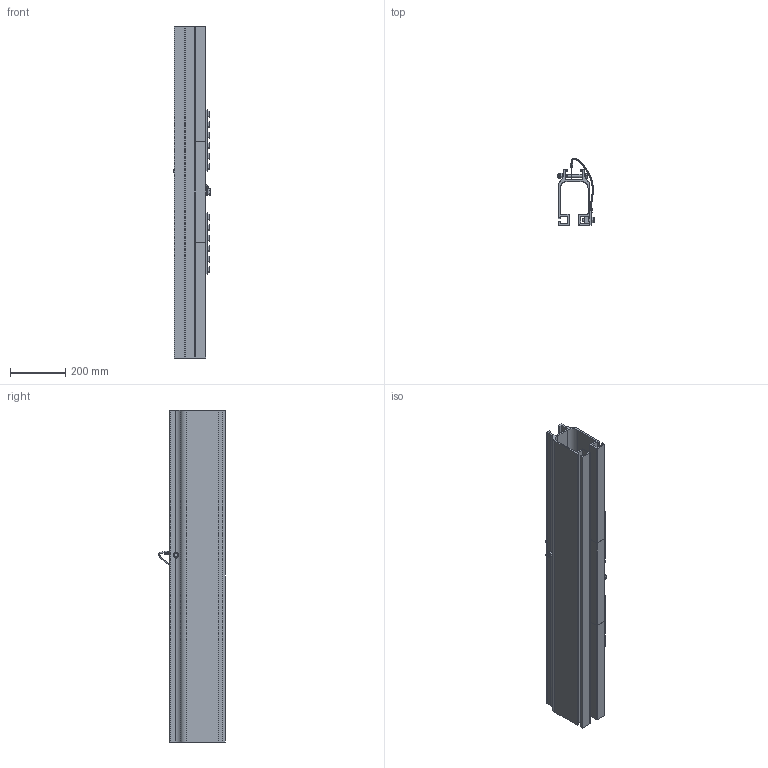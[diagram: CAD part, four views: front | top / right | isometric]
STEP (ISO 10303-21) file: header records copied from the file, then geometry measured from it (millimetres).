
FILE_DESCRIPTION(/* description */ ('ETA-8 INSPECTION GATE'),/* implementation_level */ '2;1');
FILE_NAME(/* name */ '25786G.stp',/* time_stamp */ '2021-02-04T07:38:09-05:00',/* author */ ('mnhhw'),/* organization */ (''),/* preprocessor_version */ 'ST-DEVELOPER v17',/* originating_system */ 'Autodesk Inventor 2019',/* authorisation */ '');
FILE_SCHEMA (('AUTOMOTIVE_DESIGN { 1 0 10303 214 3 1 1 }'));
Length unit declared in the file: inch
Products named in the file (17): 25786G; 79577 RAIL; 79577; 25787B; 25787bB; 25787aB; 52510; 51780; 53060; 50730; 50753; 50840; 52200; 78020; 8 CABLE 2; 25786.Harness3; 25786.Harness3_1
Assembly tree (42 placements, depth 3):
  25786G
    79577 RAIL
    79577
    25787B  x2
      25787bB
      25787aB
    52510  x12
    51780  x12
    53060  x2
    50730
    50753
    50840
    52200
    78020  x2
    8 CABLE 2  x2
    25786.Harness3
      25786.Harness3_1
Bounding box: 134.72 x 243.2 x 1206.5 mm (x, y, z)
Volume: 5761426 mm3; surface area: 1755800.1 mm2
Topology: 40 solids, 41 shells, 722 faces, 1836 edges, 1195 vertices
Faces by surface type: plane 353, cylinder 198, cone 117, torus 50, bspline 4
Full cylindrical faces by diameter (mm): 3.175 x6, 10.109 x12, 10.592 x1, 12 x12, 12.7 x9, 13.081 x1, 13.487 x2, 14.287 x12, 16.192 x1, 19.05 x2, 26.975 x2
Entity records: 14038 total; most frequent: CARTESIAN_POINT 4020, DIRECTION 2054, ORIENTED_EDGE 1904, EDGE_CURVE 953, AXIS2_PLACEMENT_3D 787, VERTEX_POINT 621, LINE 480, VECTOR 480
